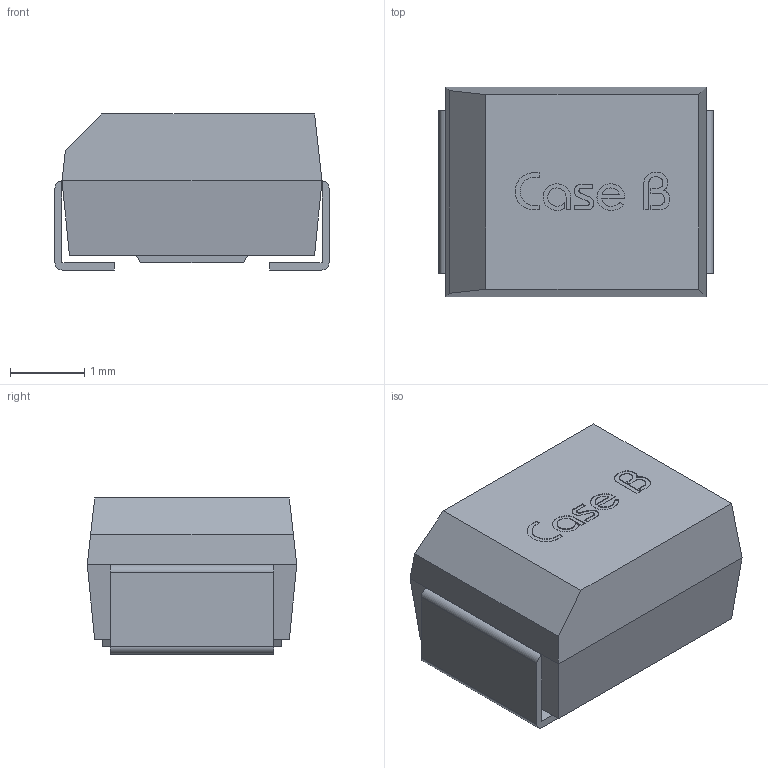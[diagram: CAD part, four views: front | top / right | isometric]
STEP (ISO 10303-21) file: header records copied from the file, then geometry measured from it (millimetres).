
FILE_DESCRIPTION(/* description */ (''),/* implementation_level */ '2;1');
FILE_NAME(/* name */ 'CS-T-B.step',/* time_stamp */ '2023-03-28T21:50:59+11:00',/* author */ (''),/* organization */ (''),/* preprocessor_version */ 'ST-DEVELOPER v19.2',/* originating_system */ 'Autodesk Translation Framework v11.17.0.187',/* authorisation */ '');
FILE_SCHEMA (('AUTOMOTIVE_DESIGN { 1 0 10303 214 3 1 1 }'));
Length unit declared in the file: millimetre
Products named in the file (4): CS-T-B; User Library-Tantalum Capacitor Case B; User Library-Tantalum Capacitor Case B_Tantalum case B part1; User Library-Tantalum Capacitor Case B_Tantalum case B part2
Assembly tree (4 placements, depth 3):
  CS-T-B
    User Library-Tantalum Capacitor Case B
      User Library-Tantalum Capacitor Case B_Tantalum case B part1
      User Library-Tantalum Capacitor Case B_Tantalum case B part2  x2
Bounding box: 3.69 x 2.82 x 2.1 mm (x, y, z)
Volume: 18.4 mm3; surface area: 58.5 mm2
Topology: 3 solids, 3 shells, 120 faces, 317 edges, 210 vertices
Faces by surface type: plane 67, bspline 49, cylinder 4
Entity records: 5876 total; most frequent: CARTESIAN_POINT 3228, ORIENTED_EDGE 592, DIRECTION 342, EDGE_CURVE 296, VERTEX_POINT 196, LINE 194, VECTOR 194, EDGE_LOOP 118
